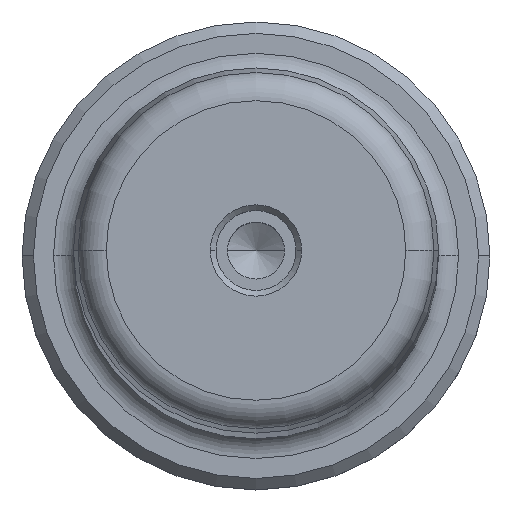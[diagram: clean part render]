
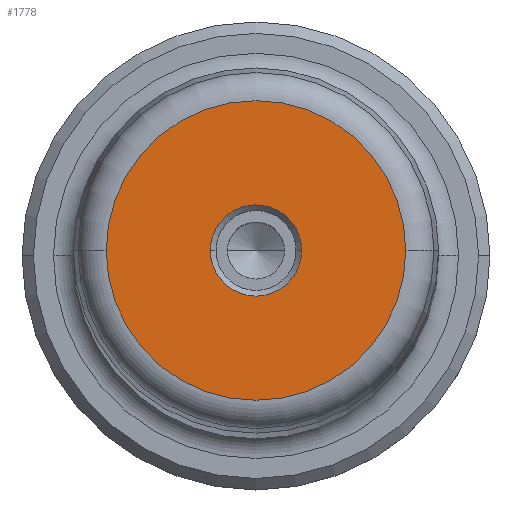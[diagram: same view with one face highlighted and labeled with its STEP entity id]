
A CAD part, top view. The second image highlights one B-rep face of the part: STEP entity #1778.
In plain terms, the highlighted planar face has unit normal (0, 0, 1).
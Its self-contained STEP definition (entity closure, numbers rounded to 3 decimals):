
#11 = DIRECTION ( 'NONE',  ( 1., 0., 0. ) ) ;
#122 = EDGE_LOOP ( 'NONE', ( #1669, #1579 ) ) ;
#146 = CARTESIAN_POINT ( 'NONE',  ( 0., 0., 310. ) ) ;
#342 = EDGE_CURVE ( 'NONE', #564, #731, #433, .T. ) ;
#360 = CIRCLE ( 'NONE', #671, 13.124 ) ;
#433 = CIRCLE ( 'NONE', #2088, 13.124 ) ;
#455 = CARTESIAN_POINT ( 'NONE',  ( 0., 0., 310. ) ) ;
#502 = CIRCLE ( 'NONE', #2197, 4. ) ;
#514 = VERTEX_POINT ( 'NONE', #2072 ) ;
#564 = VERTEX_POINT ( 'NONE', #783 ) ;
#671 = AXIS2_PLACEMENT_3D ( 'NONE', #2262, #1145, #11 ) ;
#731 = VERTEX_POINT ( 'NONE', #2358 ) ;
#739 = DIRECTION ( 'NONE',  ( 1., 0., 0. ) ) ;
#783 = CARTESIAN_POINT ( 'NONE',  ( -13.124, 0., 310. ) ) ;
#877 = CARTESIAN_POINT ( 'NONE',  ( -4., 0., 310. ) ) ;
#975 = CIRCLE ( 'NONE', #1756, 4. ) ;
#1018 = DIRECTION ( 'NONE',  ( 0., 0., -1. ) ) ;
#1032 = ORIENTED_EDGE ( 'NONE', *, *, #1524, .T. ) ;
#1036 = DIRECTION ( 'NONE',  ( 0., 0., 1. ) ) ;
#1113 = DIRECTION ( 'NONE',  ( 0., 0., -1. ) ) ;
#1145 = DIRECTION ( 'NONE',  ( 0., 0., 1. ) ) ;
#1231 = EDGE_CURVE ( 'NONE', #514, #2370, #502, .T. ) ;
#1423 = DIRECTION ( 'NONE',  ( 1., 0., 0. ) ) ;
#1447 = FACE_BOUND ( 'NONE', #1533, .T. ) ;
#1481 = DIRECTION ( 'NONE',  ( 0., 0., 1. ) ) ;
#1524 = EDGE_CURVE ( 'NONE', #2370, #514, #975, .T. ) ;
#1533 = EDGE_LOOP ( 'NONE', ( #1651, #1032 ) ) ;
#1579 = ORIENTED_EDGE ( 'NONE', *, *, #342, .T. ) ;
#1651 = ORIENTED_EDGE ( 'NONE', *, *, #1231, .T. ) ;
#1669 = ORIENTED_EDGE ( 'NONE', *, *, #1934, .T. ) ;
#1756 = AXIS2_PLACEMENT_3D ( 'NONE', #2227, #1113, #1423 ) ;
#1778 = ADVANCED_FACE ( 'NONE', ( #1447, #1928 ), #2119, .T. ) ;
#1840 = AXIS2_PLACEMENT_3D ( 'NONE', #455, #1036, #2341 ) ;
#1928 = FACE_OUTER_BOUND ( 'NONE', #122, .T. ) ;
#1934 = EDGE_CURVE ( 'NONE', #731, #564, #360, .T. ) ;
#2072 = CARTESIAN_POINT ( 'NONE',  ( 4., 0., 310. ) ) ;
#2088 = AXIS2_PLACEMENT_3D ( 'NONE', #146, #1481, #739 ) ;
#2119 = PLANE ( 'NONE',  #1840 ) ;
#2127 = CARTESIAN_POINT ( 'NONE',  ( 0., 0., 310. ) ) ;
#2197 = AXIS2_PLACEMENT_3D ( 'NONE', #2127, #1018, #2325 ) ;
#2227 = CARTESIAN_POINT ( 'NONE',  ( 0., 0., 310. ) ) ;
#2262 = CARTESIAN_POINT ( 'NONE',  ( 0., 0., 310. ) ) ;
#2325 = DIRECTION ( 'NONE',  ( 1., 0., 0. ) ) ;
#2341 = DIRECTION ( 'NONE',  ( 1., 0., 0. ) ) ;
#2358 = CARTESIAN_POINT ( 'NONE',  ( 13.124, 0., 310. ) ) ;
#2370 = VERTEX_POINT ( 'NONE', #877 ) ;
